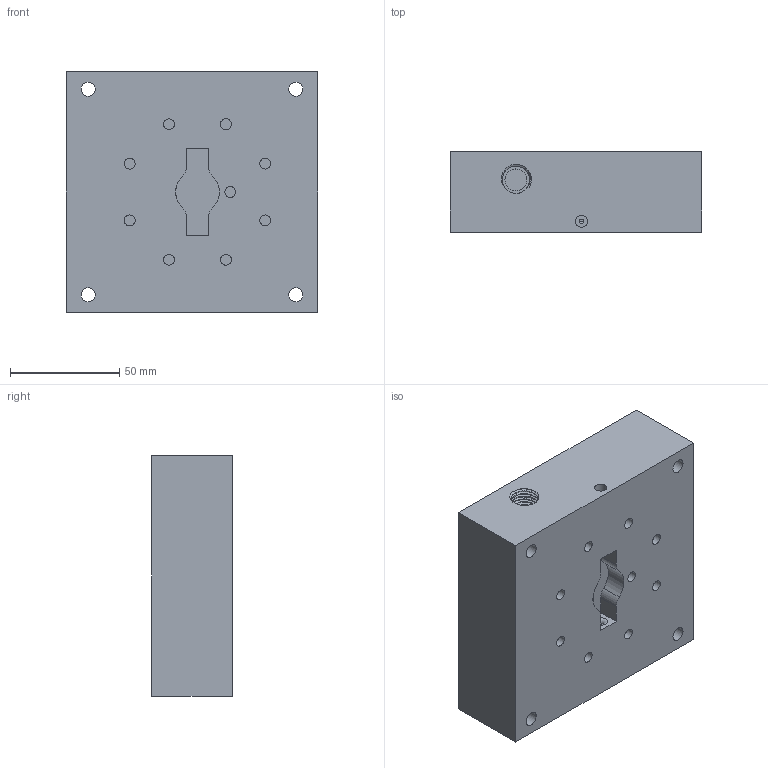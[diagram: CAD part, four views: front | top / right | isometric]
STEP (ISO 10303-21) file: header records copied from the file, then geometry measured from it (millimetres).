
FILE_DESCRIPTION(/* description */ (''),/* implementation_level */ '2;1');
FILE_NAME(/* name */ 'Cell Body.step',/* time_stamp */ '2024-07-26T13:51:18+01:00',/* author */ (''),/* organization */ (''),/* preprocessor_version */ 'ST-DEVELOPER v20',/* originating_system */ 'Autodesk Translation Framework v12.20.1.177',/* authorisation */ '');
FILE_SCHEMA (('AUTOMOTIVE_DESIGN { 1 0 10303 214 3 1 1 }'));
Length unit declared in the file: millimetre
Products named in the file (2): Cell Body; Cell Body_1
Assembly tree (1 placements, depth 2):
  Cell Body
    Cell Body_1
Bounding box: 115 x 37 x 110 mm (x, y, z)
Volume: 449783.6 mm3; surface area: 50700.7 mm2
Topology: 1 solids, 1 shells, 119 faces, 293 edges, 169 vertices
Faces by surface type: cylinder 65, plane 32, bspline 20, torus 2
Full cylindrical faces by diameter (mm): 2 x6, 3 x1, 5 x9, 5.5 x4, 6.5 x4, 10 x1, 12.526 x8, 14.203 x9
Entity records: 6418 total; most frequent: CARTESIAN_POINT 3711, ORIENTED_EDGE 542, DIRECTION 536, EDGE_CURVE 271, AXIS2_PLACEMENT_3D 225, VERTEX_POINT 168, EDGE_LOOP 151, FACE_OUTER_BOUND 119
